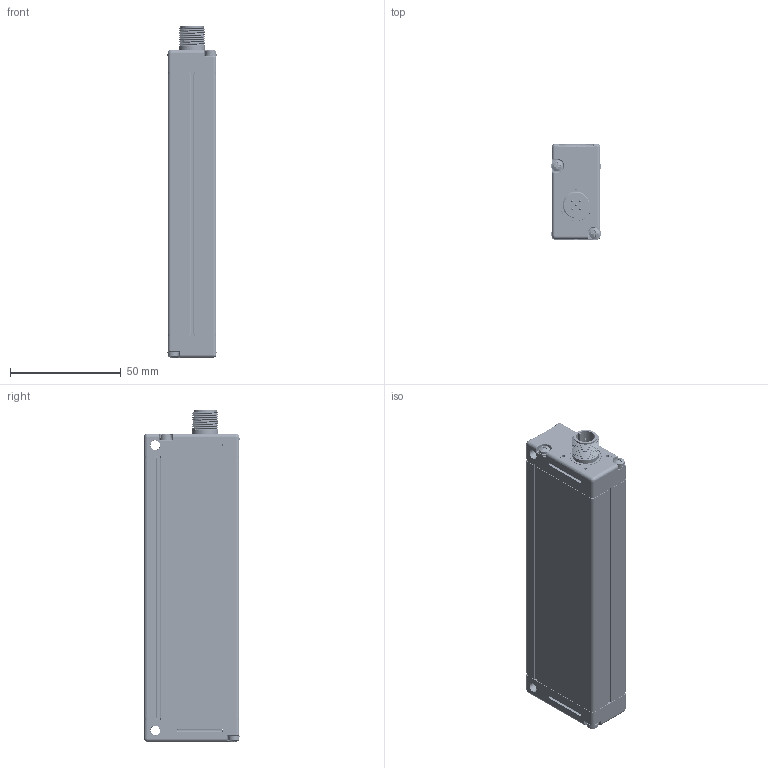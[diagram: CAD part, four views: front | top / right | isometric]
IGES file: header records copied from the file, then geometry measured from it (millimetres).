
Global section: file name: DSD-0390.igs; native system: NX V7.5; preprocessor: SIEMENS PLM Software NX 7.5; date: 20110427.175736; units: millimetre
Bounding box: 22.55 x 43.48 x 150.18 mm (x, y, z)
Surface area: 98755.2 mm2 (no closed solid volume)
Topology: 0 solids, 0 shells, 5985 faces, 38218 edges, 37845 vertices
Faces by surface type: bspline 5985
